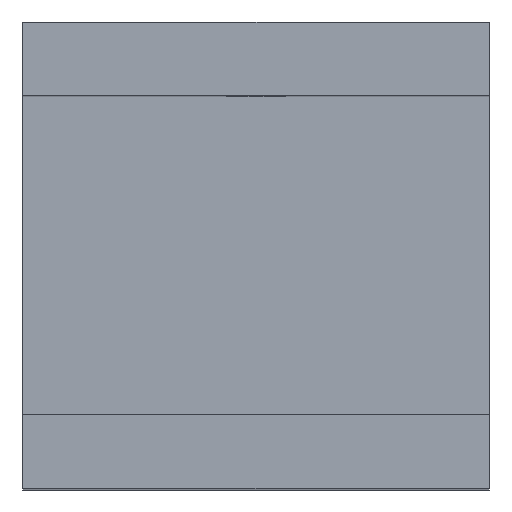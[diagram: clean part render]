
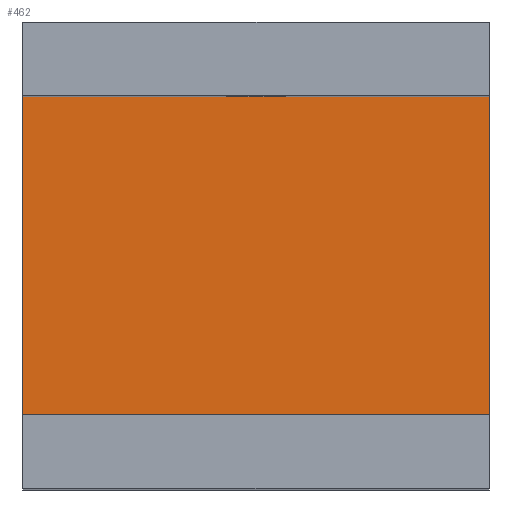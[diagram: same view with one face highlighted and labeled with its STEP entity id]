
A CAD part, top view. The second image highlights one B-rep face of the part: STEP entity #462.
In plain terms, the highlighted planar face has unit normal (0, 0, 1).
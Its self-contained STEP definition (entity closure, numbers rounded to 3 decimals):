
#234=CARTESIAN_POINT('Vertex',(-6.,-4.1,38.)) ;
#237=CARTESIAN_POINT('Line Origine',(-6.,0.,38.)) ;
#241=CARTESIAN_POINT('Vertex',(-6.,4.1,38.)) ;
#288=CARTESIAN_POINT('Vertex',(6.,4.1,38.)) ;
#291=CARTESIAN_POINT('Line Origine',(6.,0.,38.)) ;
#295=CARTESIAN_POINT('Vertex',(6.,-4.1,38.)) ;
#441=CARTESIAN_POINT('Axis2P3D Location',(0.,0.,38.)) ;
#446=CARTESIAN_POINT('Line Origine',(0.,-4.1,38.)) ;
#451=CARTESIAN_POINT('Line Origine',(0.,4.1,38.)) ;
#238=DIRECTION('Vector Direction',(0.,-1.,0.)) ;
#292=DIRECTION('Vector Direction',(0.,1.,0.)) ;
#442=DIRECTION('Axis2P3D Direction',(0.,0.,1.)) ;
#443=DIRECTION('Axis2P3D XDirection',(1.,0.,0.)) ;
#447=DIRECTION('Vector Direction',(-1.,0.,0.)) ;
#452=DIRECTION('Vector Direction',(1.,0.,0.)) ;
#444=AXIS2_PLACEMENT_3D('Plane Axis2P3D',#441,#442,#443) ;
#457=ORIENTED_EDGE('',*,*,#243,.T.) ;
#458=ORIENTED_EDGE('',*,*,#450,.T.) ;
#459=ORIENTED_EDGE('',*,*,#297,.T.) ;
#460=ORIENTED_EDGE('',*,*,#455,.T.) ;
#239=VECTOR('Line Direction',#238,1.) ;
#293=VECTOR('Line Direction',#292,1.) ;
#448=VECTOR('Line Direction',#447,1.) ;
#453=VECTOR('Line Direction',#452,1.) ;
#462=ADVANCED_FACE('Corps principal',(#461),#445,.T.) ;
#243=EDGE_CURVE('',#242,#235,#240,.T.) ;
#297=EDGE_CURVE('',#296,#289,#294,.T.) ;
#450=EDGE_CURVE('',#235,#296,#449,.F.) ;
#455=EDGE_CURVE('',#289,#242,#454,.F.) ;
#456=EDGE_LOOP('',(#457,#458,#459,#460)) ;
#461=FACE_OUTER_BOUND('',#456,.T.) ;
#240=LINE('Line',#237,#239) ;
#294=LINE('Line',#291,#293) ;
#449=LINE('Line',#446,#448) ;
#454=LINE('Line',#451,#453) ;
#445=PLANE('Plane',#444) ;
#235=VERTEX_POINT('',#234) ;
#242=VERTEX_POINT('',#241) ;
#289=VERTEX_POINT('',#288) ;
#296=VERTEX_POINT('',#295) ;
